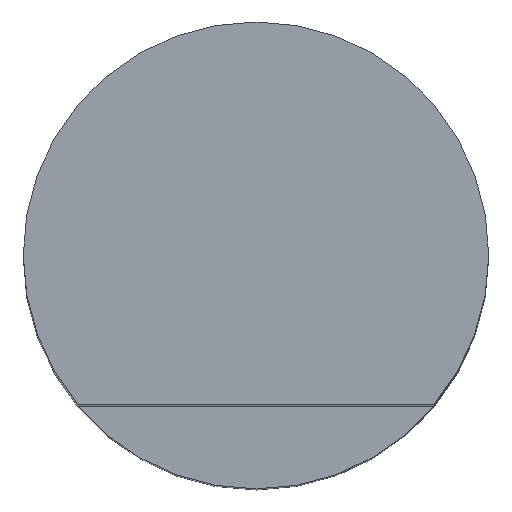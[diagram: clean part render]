
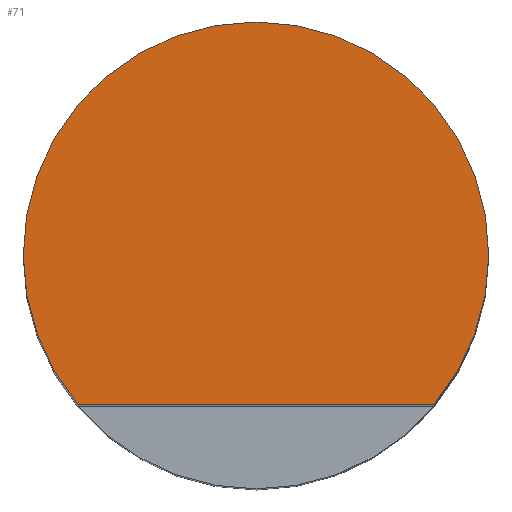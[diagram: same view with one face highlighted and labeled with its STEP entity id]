
A CAD part, top view. The second image highlights one B-rep face of the part: STEP entity #71.
In plain terms, the highlighted planar face has unit normal (0, 0, 1).
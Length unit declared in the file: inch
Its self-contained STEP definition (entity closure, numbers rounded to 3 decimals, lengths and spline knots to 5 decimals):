
#17=CIRCLE($,#80,0.076);
#22=FACE_OUTER_BOUND($,#28,.T.);
#28=EDGE_LOOP($,(#61,#62));
#29=LINE($,#109,#33);
#33=VECTOR($,#87,0.11619);
#37=VERTEX_POINT($,#107);
#38=VERTEX_POINT($,#108);
#42=EDGE_CURVE($,#37,#38,#29,.T.);
#48=EDGE_CURVE($,#38,#37,#17,.T.);
#61=ORIENTED_EDGE($,*,*,#42,.T.);
#62=ORIENTED_EDGE($,*,*,#48,.T.);
#66=PLANE($,#82);
#71=ADVANCED_FACE($,(#22),#66,.T.);
#80=AXIS2_PLACEMENT_3D($,#120,#99,#100);
#82=AXIS2_PLACEMENT_3D($,#122,#103,#104);
#87=DIRECTION($,(1.,0.,0.));
#99=DIRECTION('center_axis',(0.,0.,1.));
#100=DIRECTION('ref_axis',(-1.,0.,0.));
#103=DIRECTION('center_axis',(0.,0.,1.));
#104=DIRECTION('ref_axis',(1.,0.,0.));
#107=CARTESIAN_POINT('',(-0.05809,-0.049,0.475));
#108=CARTESIAN_POINT('',(0.05809,-0.049,0.475));
#109=CARTESIAN_POINT($,(-0.02905,-0.049,0.475));
#120=CARTESIAN_POINT('Origin',(0.,0.,0.475));
#122=CARTESIAN_POINT('Origin',(0.,0.,0.475));
